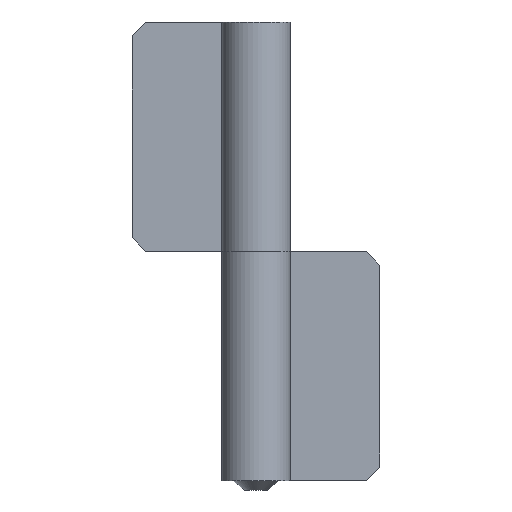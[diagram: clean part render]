
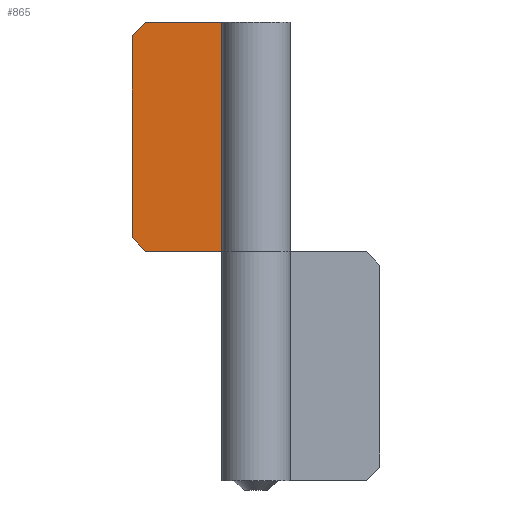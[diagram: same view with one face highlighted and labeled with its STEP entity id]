
A CAD part, front view. The second image highlights one B-rep face of the part: STEP entity #865.
In plain terms, the highlighted free-form (B-spline) face has degree [1, 1] with [2, 2] control points.
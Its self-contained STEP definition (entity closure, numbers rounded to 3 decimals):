
#597=CARTESIAN_POINT('',(-27.0,5.0,97.0));
#598=VERTEX_POINT('',#597);
#604=CARTESIAN_POINT('',(-24.0,5.0,100.0));
#605=VERTEX_POINT('',#604);
#606=CARTESIAN_POINT('',(-24.0,5.0,100.0));
#607=CARTESIAN_POINT('',(-27.0,5.0,97.0));
#608=QUASI_UNIFORM_CURVE('',1,(#606,#607),.UNSPECIFIED.,.F.,.U.);
#609=EDGE_CURVE('',#605,#598,#608,.T.);
#633=CARTESIAN_POINT('',(-24.0,5.0,50.0));
#634=VERTEX_POINT('',#633);
#640=CARTESIAN_POINT('',(-27.0,5.0,53.0));
#641=VERTEX_POINT('',#640);
#642=CARTESIAN_POINT('',(-27.0,5.0,53.0));
#643=CARTESIAN_POINT('',(-24.0,5.0,50.0));
#644=QUASI_UNIFORM_CURVE('',1,(#642,#643),.UNSPECIFIED.,.F.,.U.);
#645=EDGE_CURVE('',#641,#634,#644,.T.);
#668=CARTESIAN_POINT('',(0.0,5.0,100.0));
#669=VERTEX_POINT('',#668);
#670=CARTESIAN_POINT('',(-24.0,5.0,100.0));
#671=CARTESIAN_POINT('',(0.0,5.0,100.0));
#672=QUASI_UNIFORM_CURVE('',1,(#670,#671),.UNSPECIFIED.,.F.,.U.);
#673=EDGE_CURVE('',#605,#669,#672,.T.);
#730=CARTESIAN_POINT('',(0.0,5.0,50.0));
#731=VERTEX_POINT('',#730);
#732=CARTESIAN_POINT('',(-24.0,5.0,50.0));
#733=CARTESIAN_POINT('',(0.0,5.0,50.0));
#734=QUASI_UNIFORM_CURVE('',1,(#732,#733),.UNSPECIFIED.,.F.,.U.);
#735=EDGE_CURVE('',#634,#731,#734,.T.);
#838=CARTESIAN_POINT('',(0.0,5.0,50.0));
#839=CARTESIAN_POINT('',(0.0,5.0,100.0));
#840=QUASI_UNIFORM_CURVE('',1,(#838,#839),.UNSPECIFIED.,.F.,.U.);
#841=EDGE_CURVE('',#731,#669,#840,.T.);
#848=CARTESIAN_POINT('',(-28.349,5.0,102.497));
#849=CARTESIAN_POINT('',(-28.349,5.0,47.502));
#850=CARTESIAN_POINT('',(1.349,5.0,102.497));
#851=CARTESIAN_POINT('',(1.349,5.0,47.502));
#852=B_SPLINE_SURFACE_WITH_KNOTS('',1,1,((#848,#850),(#849,#851)),.UNSPECIFIED.,.F.,.F.,.U.,(2,2),(2,2),(0.0,54.995),(0.0,29.697),.UNSPECIFIED.);
#853=CARTESIAN_POINT('',(-27.0,5.0,53.0));
#854=CARTESIAN_POINT('',(-27.0,5.0,97.0));
#855=QUASI_UNIFORM_CURVE('',1,(#853,#854),.UNSPECIFIED.,.F.,.U.);
#856=EDGE_CURVE('',#641,#598,#855,.T.);
#857=ORIENTED_EDGE('',*,*,#856,.F.);
#858=ORIENTED_EDGE('',*,*,#645,.T.);
#859=ORIENTED_EDGE('',*,*,#735,.T.);
#860=ORIENTED_EDGE('',*,*,#841,.T.);
#861=ORIENTED_EDGE('',*,*,#673,.F.);
#862=ORIENTED_EDGE('',*,*,#609,.T.);
#863=EDGE_LOOP('',(#857,#858,#859,#860,#861,#862));
#864=FACE_OUTER_BOUND('',#863,.T.);
#865=ADVANCED_FACE('',(#864),#852,.T.);
